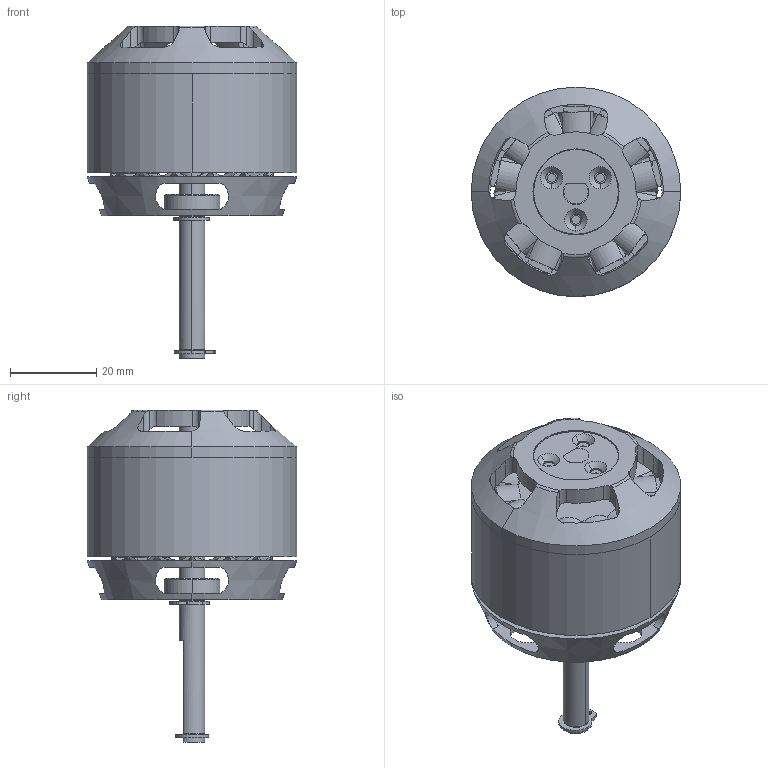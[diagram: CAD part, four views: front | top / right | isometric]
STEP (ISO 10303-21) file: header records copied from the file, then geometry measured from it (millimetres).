
FILE_DESCRIPTION (( 'STEP AP214' ), '1' );
FILE_NAME ('best leif v2 motor model.STEP', '2021-09-03T23:10:54', ( '' ), ( '' ), 'SwSTEP 2.0', 'SolidWorks 2019', '' );
FILE_SCHEMA (( 'AUTOMOTIVE_DESIGN' ));
Length unit declared in the file: millimetre
Products named in the file (6): Leiftech V2 closed motor shaft; leif axle with rings; axle key; best leif v2 motor model; 6mm  STEEL EXTERNAL RETAINING RING_98541A114; Leiftech 5045 for mod
Assembly tree (7 placements, depth 3):
  best leif v2 motor model
    Leiftech 5045 for mod
    leif axle with rings
      Leiftech V2 closed motor shaft
      6mm  STEEL EXTERNAL RETAINING RING_98541A114  x3
    axle key
Bounding box: 48.7 x 48.7 x 77.2 mm (x, y, z)
Volume: 48893.1 mm3; surface area: 40541.3 mm2
Topology: 39 solids, 39 shells, 695 faces, 1921 edges, 1274 vertices
Faces by surface type: cylinder 386, plane 248, sphere 24, cone 22, torus 15
Entity records: 29145 total; most frequent: CARTESIAN_POINT 5537, DIRECTION 3617, ORIENTED_EDGE 3470, EDGE_CURVE 1735, AXIS2_PLACEMENT_3D 1368, VERTEX_POINT 1154, LINE 881, VECTOR 881
